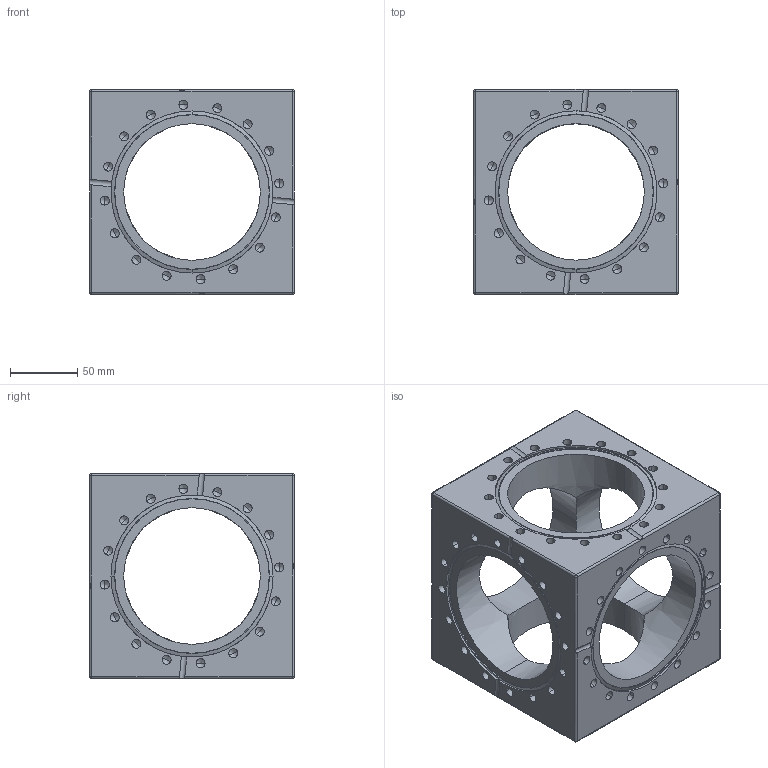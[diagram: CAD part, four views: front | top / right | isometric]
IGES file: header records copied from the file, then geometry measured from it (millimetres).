
Global section: file name: No Iges File Name specified; native system: AutoDesk Inventor R12.0; preprocessor: AutoDesk Inventor Iges Exporter R12.0; date: 20090430.155645; units: millimetre
Bounding box: 152.4 x 152.4 x 152.4 mm (x, y, z)
Volume: 1249145.3 mm3; surface area: 175139.3 mm2
Topology: 1 solids, 1 shells, 482 faces, 1222 edges, 634 vertices
Faces by surface type: bspline 384, revolution 48, plane 18, cone 12, cylinder 12, sphere 8
